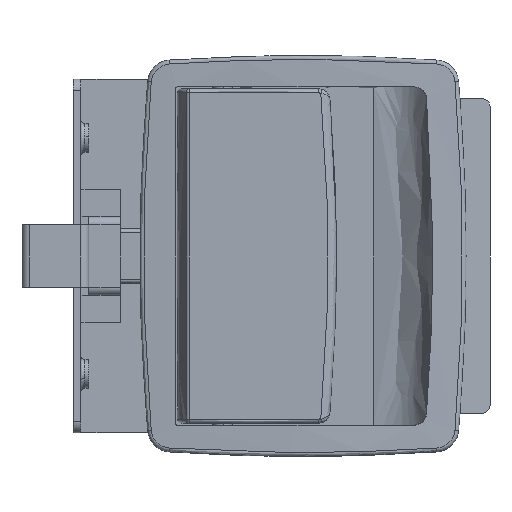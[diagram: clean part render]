
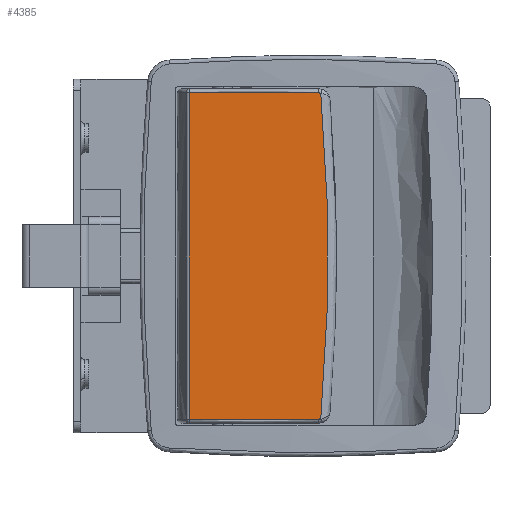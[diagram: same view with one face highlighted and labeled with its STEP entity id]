
A CAD part, front view. The second image highlights one B-rep face of the part: STEP entity #4385.
In plain terms, the highlighted free-form (B-spline) face has degree [1, 2] with [2, 3] control points.
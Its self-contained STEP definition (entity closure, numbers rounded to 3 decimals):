
#3353=CARTESIAN_POINT('',(12.528,-3.769,-41.5));
#3354=VERTEX_POINT('',#3353);
#3398=CARTESIAN_POINT('',(12.528,-3.769,41.5));
#3399=VERTEX_POINT('',#3398);
#3421=CARTESIAN_POINT('',(12.528,-3.769,41.5));
#3422=CARTESIAN_POINT('',(12.528,-3.769,-41.5));
#3423=QUASI_UNIFORM_CURVE('',1,(#3421,#3422),.UNSPECIFIED.,.F.,.U.);
#3424=EDGE_CURVE('',#3399,#3354,#3423,.T.);
#3580=CARTESIAN_POINT('',(45.353,-4.487,-41.5));
#3581=VERTEX_POINT('',#3580);
#3582=CARTESIAN_POINT('',(12.528,-3.769,-41.5));
#3583=CARTESIAN_POINT('',(28.93,-4.597,-41.5));
#3584=CARTESIAN_POINT('',(45.353,-4.487,-41.5));
#3592=(BOUNDED_CURVE()B_SPLINE_CURVE(2,(#3582,#3583,#3584),.UNSPECIFIED.,.F.,.U.)CURVE()GEOMETRIC_REPRESENTATION_ITEM()QUASI_UNIFORM_CURVE()RATIONAL_B_SPLINE_CURVE((1.0,1.,1.0))REPRESENTATION_ITEM(''));
#3593=EDGE_CURVE('',#3354,#3581,#3592,.T.);
#3677=CARTESIAN_POINT('',(46.004,-4.482,-41.391));
#3678=VERTEX_POINT('',#3677);
#3692=CARTESIAN_POINT('',(45.353,-4.487,-41.5));
#3693=CARTESIAN_POINT('',(45.464,-4.486,-41.5));
#3694=CARTESIAN_POINT('',(45.684,-4.485,-41.482));
#3695=CARTESIAN_POINT('',(45.898,-4.483,-41.428));
#3696=CARTESIAN_POINT('',(46.004,-4.482,-41.391));
#3697=B_SPLINE_CURVE_WITH_KNOTS('',3,(#3692,#3693,#3694,#3695,#3696),.UNSPECIFIED.,.F.,.U.,(4,1,4),(0.0,0.5,1.0),.UNSPECIFIED.);
#3698=EDGE_CURVE('',#3581,#3678,#3697,.T.);
#3948=CARTESIAN_POINT('',(45.353,-4.487,41.5));
#3949=VERTEX_POINT('',#3948);
#3950=CARTESIAN_POINT('',(45.353,-4.487,41.5));
#3951=CARTESIAN_POINT('',(28.93,-4.597,41.5));
#3952=CARTESIAN_POINT('',(12.528,-3.769,41.5));
#3960=(BOUNDED_CURVE()B_SPLINE_CURVE(2,(#3950,#3951,#3952),.UNSPECIFIED.,.F.,.U.)CURVE()GEOMETRIC_REPRESENTATION_ITEM()QUASI_UNIFORM_CURVE()RATIONAL_B_SPLINE_CURVE((1.0,1.,1.0))REPRESENTATION_ITEM(''));
#3961=EDGE_CURVE('',#3949,#3399,#3960,.T.);
#4027=CARTESIAN_POINT('',(46.004,-4.482,41.391));
#4028=VERTEX_POINT('',#4027);
#4053=CARTESIAN_POINT('',(46.004,-4.482,41.391));
#4054=CARTESIAN_POINT('',(45.898,-4.483,41.428));
#4055=CARTESIAN_POINT('',(45.684,-4.485,41.482));
#4056=CARTESIAN_POINT('',(45.464,-4.486,41.5));
#4057=CARTESIAN_POINT('',(45.353,-4.487,41.5));
#4058=B_SPLINE_CURVE_WITH_KNOTS('',3,(#4053,#4054,#4055,#4056,#4057),.UNSPECIFIED.,.F.,.U.,(4,1,4),(0.0,0.5,1.0),.UNSPECIFIED.);
#4059=EDGE_CURVE('',#4028,#3949,#4058,.T.);
#4226=CARTESIAN_POINT('',(46.004,-4.482,-41.391));
#4227=CARTESIAN_POINT('',(46.611,-4.478,-34.507));
#4228=CARTESIAN_POINT('',(47.52,-4.469,-20.723));
#4229=CARTESIAN_POINT('',(47.824,-4.465,-6.912));
#4230=CARTESIAN_POINT('',(47.824,-4.465,6.912));
#4231=CARTESIAN_POINT('',(47.52,-4.469,20.723));
#4232=CARTESIAN_POINT('',(46.611,-4.478,34.507));
#4233=CARTESIAN_POINT('',(46.004,-4.482,41.391));
#4234=B_SPLINE_CURVE_WITH_KNOTS('',3,(#4226,#4227,#4228,#4229,#4230,#4231,#4232,#4233),.UNSPECIFIED.,.F.,.U.,(4,1,2,1,4),(0.0,0.25,0.5,0.75,1.0),.UNSPECIFIED.);
#4235=EDGE_CURVE('',#3678,#4028,#4234,.T.);
#4363=CARTESIAN_POINT('',(49.587,-4.443,-43.575));
#4364=CARTESIAN_POINT('',(49.587,-4.443,43.627));
#4365=CARTESIAN_POINT('',(30.164,-4.716,-43.575));
#4366=CARTESIAN_POINT('',(30.164,-4.716,43.627));
#4367=CARTESIAN_POINT('',(10.766,-3.678,-43.575));
#4368=CARTESIAN_POINT('',(10.766,-3.678,43.627));
#4376=(BOUNDED_SURFACE()B_SPLINE_SURFACE(1,2,((#4363,#4365,#4367),(#4364,#4366,#4368)),.UNSPECIFIED.,.F.,.F.,.U.)B_SPLINE_SURFACE_WITH_KNOTS((2,2),(3,3),(0.0,87.202),(20.867,59.707),.UNSPECIFIED.)GEOMETRIC_REPRESENTATION_ITEM()RATIONAL_B_SPLINE_SURFACE(((0.999,0.998,0.999),(0.999,0.998,0.999)))REPRESENTATION_ITEM('')SURFACE());
#4377=ORIENTED_EDGE('',*,*,#3961,.T.);
#4378=ORIENTED_EDGE('',*,*,#3424,.T.);
#4379=ORIENTED_EDGE('',*,*,#3593,.T.);
#4380=ORIENTED_EDGE('',*,*,#3698,.T.);
#4381=ORIENTED_EDGE('',*,*,#4235,.T.);
#4382=ORIENTED_EDGE('',*,*,#4059,.T.);
#4383=EDGE_LOOP('',(#4377,#4378,#4379,#4380,#4381,#4382));
#4384=FACE_OUTER_BOUND('',#4383,.T.);
#4385=ADVANCED_FACE('',(#4384),#4376,.T.);
